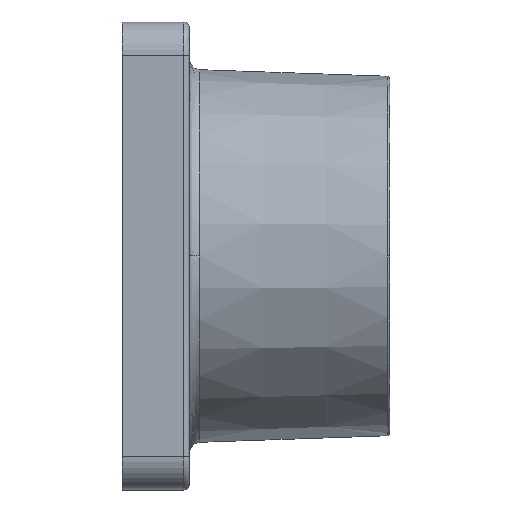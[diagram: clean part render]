
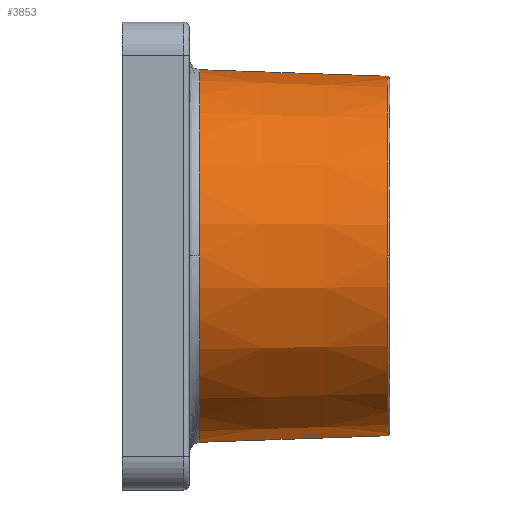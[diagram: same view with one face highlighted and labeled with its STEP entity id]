
A CAD part, front view. The second image highlights one B-rep face of the part: STEP entity #3853.
In plain terms, the highlighted conical face has half-angle 2 degrees and reference radius 26.54 mm.
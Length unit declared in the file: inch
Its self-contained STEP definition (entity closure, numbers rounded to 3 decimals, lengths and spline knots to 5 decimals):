
#2 = DIRECTION ( 'NONE',  ( 0., 0., 1. ) ) ;
#26 = AXIS2_PLACEMENT_3D ( 'NONE', #1482, #4548, #2 ) ;
#36 = EDGE_CURVE ( 'NONE', #1688, #4545, #2636, .T. ) ;
#57 = EDGE_CURVE ( 'NONE', #1688, #1701, #3808, .T. ) ;
#89 = AXIS2_PLACEMENT_3D ( 'NONE', #388, #1898, #1246 ) ;
#237 = ORIENTED_EDGE ( 'NONE', *, *, #2927, .F. ) ;
#375 = DIRECTION ( 'NONE',  ( -0.999, 0., 0.035 ) ) ;
#388 = CARTESIAN_POINT ( 'NONE',  ( 0.06032, 0., 0. ) ) ;
#893 = VERTEX_POINT ( 'NONE', #1438 ) ;
#904 = AXIS2_PLACEMENT_3D ( 'NONE', #1365, #2097, #4327 ) ;
#1004 = VERTEX_POINT ( 'NONE', #2737 ) ;
#1246 = DIRECTION ( 'NONE',  ( 0., 1., 0. ) ) ;
#1249 = CARTESIAN_POINT ( 'NONE',  ( 1.11052, 0., 1.00822 ) ) ;
#1365 = CARTESIAN_POINT ( 'NONE',  ( 1.11052, 0., 0. ) ) ;
#1401 = ORIENTED_EDGE ( 'NONE', *, *, #4359, .F. ) ;
#1438 = CARTESIAN_POINT ( 'NONE',  ( 0.06032, -1.04489, 0. ) ) ;
#1444 = ORIENTED_EDGE ( 'NONE', *, *, #36, .T. ) ;
#1482 = CARTESIAN_POINT ( 'NONE',  ( 0.06032, 0., 0. ) ) ;
#1493 = CARTESIAN_POINT ( 'NONE',  ( 1.11052, 0., 0. ) ) ;
#1643 = VERTEX_POINT ( 'NONE', #1955 ) ;
#1658 = AXIS2_PLACEMENT_3D ( 'NONE', #1493, #1910, #4210 ) ;
#1688 = VERTEX_POINT ( 'NONE', #1249 ) ;
#1701 = VERTEX_POINT ( 'NONE', #3416 ) ;
#1898 = DIRECTION ( 'NONE',  ( 1., 0., 0. ) ) ;
#1910 = DIRECTION ( 'NONE',  ( 1., 0., 0. ) ) ;
#1955 = CARTESIAN_POINT ( 'NONE',  ( 1.11052, 0., -1.00822 ) ) ;
#2097 = DIRECTION ( 'NONE',  ( 1., 0., 0. ) ) ;
#2102 = DIRECTION ( 'NONE',  ( 1., 0., 0. ) ) ;
#2123 = DIRECTION ( 'NONE',  ( 0., 1., 0. ) ) ;
#2126 = VECTOR ( 'NONE', #375, 39.37008 ) ;
#2141 = EDGE_CURVE ( 'NONE', #893, #1004, #3500, .T. ) ;
#2521 = CARTESIAN_POINT ( 'NONE',  ( 0.06032, 0., -1.04489 ) ) ;
#2636 = LINE ( 'NONE', #3079, #2126 ) ;
#2737 = CARTESIAN_POINT ( 'NONE',  ( 0.06032, 0., -1.04489 ) ) ;
#2927 = EDGE_CURVE ( 'NONE', #1643, #1004, #4462, .T. ) ;
#2967 = ORIENTED_EDGE ( 'NONE', *, *, #57, .F. ) ;
#3079 = CARTESIAN_POINT ( 'NONE',  ( 0.06032, 0., 1.04489 ) ) ;
#3114 = VECTOR ( 'NONE', #3267, 39.37008 ) ;
#3267 = DIRECTION ( 'NONE',  ( -0.999, 0., -0.035 ) ) ;
#3416 = CARTESIAN_POINT ( 'NONE',  ( 1.11052, -1.00822, 0. ) ) ;
#3500 = CIRCLE ( 'NONE', #89, 1.04489 ) ;
#3585 = CIRCLE ( 'NONE', #904, 1.00822 ) ;
#3707 = ORIENTED_EDGE ( 'NONE', *, *, #4184, .T. ) ;
#3808 = CIRCLE ( 'NONE', #1658, 1.00822 ) ;
#3853 = ADVANCED_FACE ( 'NONE', ( #4122 ), #3974, .T. ) ;
#3917 = EDGE_LOOP ( 'NONE', ( #237, #1401, #2967, #1444, #3707, #4905 ) ) ;
#3940 = CARTESIAN_POINT ( 'NONE',  ( 0.06032, 0., 1.04489 ) ) ;
#3974 = CONICAL_SURFACE ( 'NONE', #26, 1.04489, 0.035 ) ;
#3988 = CARTESIAN_POINT ( 'NONE',  ( 0.06032, 0., 0. ) ) ;
#4063 = AXIS2_PLACEMENT_3D ( 'NONE', #3988, #2102, #2123 ) ;
#4122 = FACE_OUTER_BOUND ( 'NONE', #3917, .T. ) ;
#4184 = EDGE_CURVE ( 'NONE', #4545, #893, #4544, .T. ) ;
#4210 = DIRECTION ( 'NONE',  ( 0., -1., 0. ) ) ;
#4327 = DIRECTION ( 'NONE',  ( 0., -1., 0. ) ) ;
#4359 = EDGE_CURVE ( 'NONE', #1701, #1643, #3585, .T. ) ;
#4462 = LINE ( 'NONE', #2521, #3114 ) ;
#4544 = CIRCLE ( 'NONE', #4063, 1.04489 ) ;
#4545 = VERTEX_POINT ( 'NONE', #3940 ) ;
#4548 = DIRECTION ( 'NONE',  ( -1., 0., 0. ) ) ;
#4905 = ORIENTED_EDGE ( 'NONE', *, *, #2141, .T. ) ;
